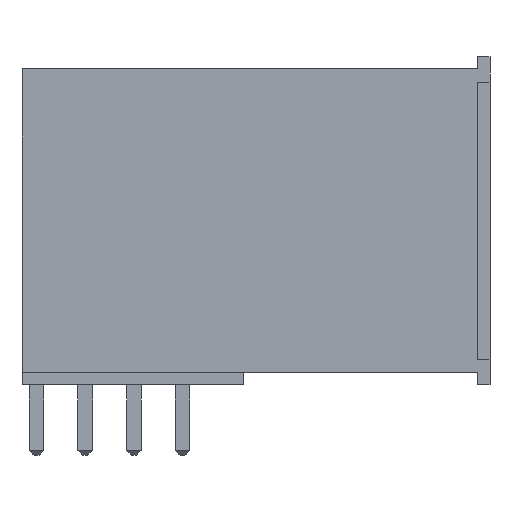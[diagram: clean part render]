
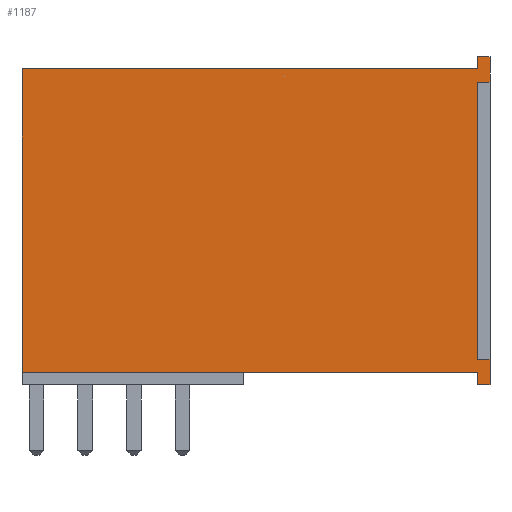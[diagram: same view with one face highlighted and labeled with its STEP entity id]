
A CAD part, left-side view. The second image highlights one B-rep face of the part: STEP entity #1187.
In plain terms, the highlighted planar face has unit normal (-1, 0, 0).
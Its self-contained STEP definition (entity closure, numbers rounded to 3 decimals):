
#43=FACE_OUTER_BOUND('',#116,.T.);
#116=EDGE_LOOP('',(#834,#835,#836,#837,#838,#839,#840,#841,#842,#843,#844,
#845));
#186=LINE('',#1677,#350);
#190=LINE('',#1685,#354);
#193=LINE('',#1691,#357);
#211=LINE('',#1728,#375);
#214=LINE('',#1734,#378);
#215=LINE('',#1737,#379);
#218=LINE('',#1742,#382);
#219=LINE('',#1744,#383);
#220=LINE('',#1746,#384);
#221=LINE('',#1748,#385);
#222=LINE('',#1750,#386);
#223=LINE('',#1751,#387);
#350=VECTOR('',#1362,10.);
#354=VECTOR('',#1368,10.);
#357=VECTOR('',#1373,10.);
#375=VECTOR('',#1403,10.);
#378=VECTOR('',#1408,10.);
#379=VECTOR('',#1411,10.);
#382=VECTOR('',#1416,10.);
#383=VECTOR('',#1417,10.);
#384=VECTOR('',#1418,10.);
#385=VECTOR('',#1419,10.);
#386=VECTOR('',#1420,10.);
#387=VECTOR('',#1421,10.);
#510=VERTEX_POINT('',#1675);
#511=VERTEX_POINT('',#1676);
#514=VERTEX_POINT('',#1684);
#516=VERTEX_POINT('',#1690);
#527=VERTEX_POINT('',#1722);
#529=VERTEX_POINT('',#1726);
#531=VERTEX_POINT('',#1732);
#532=VERTEX_POINT('',#1736);
#534=VERTEX_POINT('',#1743);
#535=VERTEX_POINT('',#1745);
#536=VERTEX_POINT('',#1747);
#537=VERTEX_POINT('',#1749);
#618=EDGE_CURVE('',#510,#511,#186,.T.);
#622=EDGE_CURVE('',#511,#514,#190,.T.);
#625=EDGE_CURVE('',#514,#516,#193,.T.);
#643=EDGE_CURVE('',#527,#529,#211,.T.);
#646=EDGE_CURVE('',#529,#531,#214,.T.);
#647=EDGE_CURVE('',#527,#532,#215,.T.);
#650=EDGE_CURVE('',#516,#532,#218,.T.);
#651=EDGE_CURVE('',#534,#531,#219,.T.);
#652=EDGE_CURVE('',#534,#535,#220,.T.);
#653=EDGE_CURVE('',#535,#536,#221,.T.);
#654=EDGE_CURVE('',#537,#536,#222,.T.);
#655=EDGE_CURVE('',#537,#510,#223,.T.);
#834=ORIENTED_EDGE('',*,*,#625,.T.);
#835=ORIENTED_EDGE('',*,*,#650,.T.);
#836=ORIENTED_EDGE('',*,*,#647,.F.);
#837=ORIENTED_EDGE('',*,*,#643,.T.);
#838=ORIENTED_EDGE('',*,*,#646,.T.);
#839=ORIENTED_EDGE('',*,*,#651,.F.);
#840=ORIENTED_EDGE('',*,*,#652,.T.);
#841=ORIENTED_EDGE('',*,*,#653,.T.);
#842=ORIENTED_EDGE('',*,*,#654,.F.);
#843=ORIENTED_EDGE('',*,*,#655,.T.);
#844=ORIENTED_EDGE('',*,*,#618,.T.);
#845=ORIENTED_EDGE('',*,*,#622,.T.);
#1114=PLANE('',#1279);
#1187=ADVANCED_FACE('',(#43),#1114,.T.);
#1279=AXIS2_PLACEMENT_3D('',#1741,#1414,#1415);
#1362=DIRECTION('',(0.,1.,0.));
#1368=DIRECTION('',(0.,0.,1.));
#1373=DIRECTION('',(0.,-1.,0.));
#1403=DIRECTION('',(0.,0.,-1.));
#1408=DIRECTION('',(0.,1.,0.));
#1411=DIRECTION('',(0.,-1.,0.));
#1414=DIRECTION('center_axis',(-1.,0.,0.));
#1415=DIRECTION('ref_axis',(0.,-1.,0.));
#1416=DIRECTION('',(0.,0.,1.));
#1417=DIRECTION('',(0.,0.,1.));
#1418=DIRECTION('',(0.,-1.,0.));
#1419=DIRECTION('',(0.,0.,-1.));
#1420=DIRECTION('',(0.,1.,0.));
#1421=DIRECTION('',(0.,0.,1.));
#1675=CARTESIAN_POINT('',(-2.56,-18.65,1.05));
#1676=CARTESIAN_POINT('',(-2.56,-18.15,1.05));
#1677=CARTESIAN_POINT('',(-2.56,-8.775,1.05));
#1684=CARTESIAN_POINT('',(-2.56,-18.15,12.45));
#1685=CARTESIAN_POINT('',(-2.56,-18.15,6.225));
#1690=CARTESIAN_POINT('',(-2.56,-18.65,12.45));
#1691=CARTESIAN_POINT('',(-2.56,-9.025,12.45));
#1722=CARTESIAN_POINT('',(-2.56,-18.15,13.5));
#1726=CARTESIAN_POINT('',(-2.56,-18.15,13.));
#1728=CARTESIAN_POINT('',(-2.56,-18.15,6.75));
#1732=CARTESIAN_POINT('',(-2.56,0.6,13.));
#1734=CARTESIAN_POINT('',(-2.56,-4.088,13.));
#1736=CARTESIAN_POINT('',(-2.56,-18.65,13.5));
#1737=CARTESIAN_POINT('',(-2.56,-18.65,13.5));
#1741=CARTESIAN_POINT('Origin',(-2.56,0.6,0.));
#1742=CARTESIAN_POINT('',(-2.56,-18.65,0.));
#1743=CARTESIAN_POINT('',(-2.56,0.6,0.5));
#1744=CARTESIAN_POINT('',(-2.56,0.6,0.));
#1745=CARTESIAN_POINT('',(-2.56,-18.15,0.5));
#1746=CARTESIAN_POINT('',(-2.56,-4.088,0.5));
#1747=CARTESIAN_POINT('',(-2.56,-18.15,0.));
#1748=CARTESIAN_POINT('',(-2.56,-18.15,0.));
#1749=CARTESIAN_POINT('',(-2.56,-18.65,0.));
#1750=CARTESIAN_POINT('',(-2.56,-18.65,0.));
#1751=CARTESIAN_POINT('',(-2.56,-18.65,0.));
